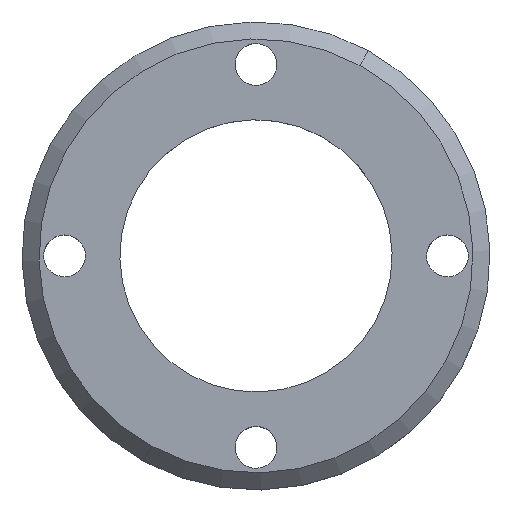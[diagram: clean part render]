
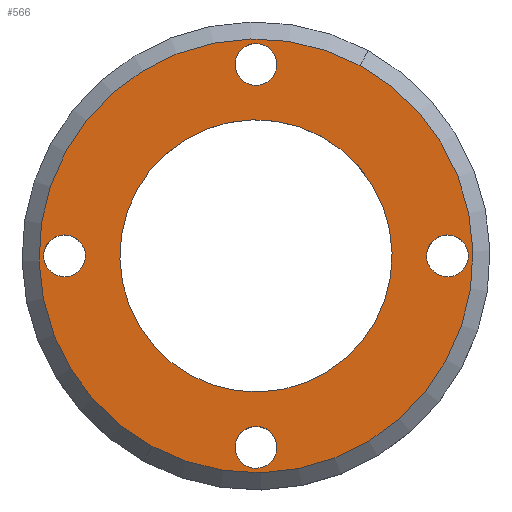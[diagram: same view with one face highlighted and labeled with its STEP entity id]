
A CAD part, top view. The second image highlights one B-rep face of the part: STEP entity #566.
In plain terms, the highlighted planar face has unit normal (0, 0, 1).
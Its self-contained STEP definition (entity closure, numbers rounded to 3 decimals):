
#63=CARTESIAN_POINT('Vertex',(20.342,1.179,3.1)) ;
#77=CARTESIAN_POINT('Vertex',(24.658,-1.179,3.1)) ;
#80=CARTESIAN_POINT('Axis2P3D Location',(22.5,0.,3.1)) ;
#97=CARTESIAN_POINT('Axis2P3D Location',(22.5,0.,3.1)) ;
#261=CARTESIAN_POINT('Vertex',(-12.225,-22.378,3.1)) ;
#264=CARTESIAN_POINT('Axis2P3D Location',(0.,0.,3.1)) ;
#268=CARTESIAN_POINT('Vertex',(12.225,22.378,3.1)) ;
#283=CARTESIAN_POINT('Axis2P3D Location',(0.,0.,3.1)) ;
#300=CARTESIAN_POINT('Axis2P3D Location',(0.,0.,3.1)) ;
#304=CARTESIAN_POINT('Vertex',(7.671,14.041,3.1)) ;
#306=CARTESIAN_POINT('Vertex',(-7.671,-14.041,3.1)) ;
#335=CARTESIAN_POINT('Axis2P3D Location',(0.,0.,3.1)) ;
#495=CARTESIAN_POINT('Axis2P3D Location',(0.,16.,3.1)) ;
#512=CARTESIAN_POINT('Axis2P3D Location',(0.,22.5,3.1)) ;
#516=CARTESIAN_POINT('Vertex',(-1.179,20.342,3.1)) ;
#518=CARTESIAN_POINT('Vertex',(1.179,24.658,3.1)) ;
#521=CARTESIAN_POINT('Axis2P3D Location',(0.,22.5,3.1)) ;
#530=CARTESIAN_POINT('Axis2P3D Location',(-22.5,0.,3.1)) ;
#534=CARTESIAN_POINT('Vertex',(-20.342,-1.179,3.1)) ;
#536=CARTESIAN_POINT('Vertex',(-24.658,1.179,3.1)) ;
#539=CARTESIAN_POINT('Axis2P3D Location',(-22.5,0.,3.1)) ;
#548=CARTESIAN_POINT('Axis2P3D Location',(0.,-22.5,3.1)) ;
#552=CARTESIAN_POINT('Vertex',(1.179,-20.342,3.1)) ;
#554=CARTESIAN_POINT('Vertex',(-1.179,-24.658,3.1)) ;
#557=CARTESIAN_POINT('Axis2P3D Location',(0.,-22.5,3.1)) ;
#81=DIRECTION('Axis2P3D Direction',(0.,0.,-1.)) ;
#98=DIRECTION('Axis2P3D Direction',(0.,0.,-1.)) ;
#265=DIRECTION('Axis2P3D Direction',(0.,0.,-1.)) ;
#284=DIRECTION('Axis2P3D Direction',(0.,0.,-1.)) ;
#301=DIRECTION('Axis2P3D Direction',(0.,0.,-1.)) ;
#336=DIRECTION('Axis2P3D Direction',(0.,0.,-1.)) ;
#496=DIRECTION('Axis2P3D Direction',(0.,0.,-1.)) ;
#497=DIRECTION('Axis2P3D XDirection',(1.,0.,0.)) ;
#513=DIRECTION('Axis2P3D Direction',(0.,0.,-1.)) ;
#522=DIRECTION('Axis2P3D Direction',(0.,0.,-1.)) ;
#531=DIRECTION('Axis2P3D Direction',(0.,0.,-1.)) ;
#540=DIRECTION('Axis2P3D Direction',(0.,0.,-1.)) ;
#549=DIRECTION('Axis2P3D Direction',(0.,0.,-1.)) ;
#558=DIRECTION('Axis2P3D Direction',(0.,0.,-1.)) ;
#82=AXIS2_PLACEMENT_3D('Circle Axis2P3D',#80,#81,$) ;
#99=AXIS2_PLACEMENT_3D('Circle Axis2P3D',#97,#98,$) ;
#266=AXIS2_PLACEMENT_3D('Circle Axis2P3D',#264,#265,$) ;
#285=AXIS2_PLACEMENT_3D('Circle Axis2P3D',#283,#284,$) ;
#302=AXIS2_PLACEMENT_3D('Circle Axis2P3D',#300,#301,$) ;
#337=AXIS2_PLACEMENT_3D('Circle Axis2P3D',#335,#336,$) ;
#498=AXIS2_PLACEMENT_3D('Plane Axis2P3D',#495,#496,#497) ;
#514=AXIS2_PLACEMENT_3D('Circle Axis2P3D',#512,#513,$) ;
#523=AXIS2_PLACEMENT_3D('Circle Axis2P3D',#521,#522,$) ;
#532=AXIS2_PLACEMENT_3D('Circle Axis2P3D',#530,#531,$) ;
#541=AXIS2_PLACEMENT_3D('Circle Axis2P3D',#539,#540,$) ;
#550=AXIS2_PLACEMENT_3D('Circle Axis2P3D',#548,#549,$) ;
#559=AXIS2_PLACEMENT_3D('Circle Axis2P3D',#557,#558,$) ;
#501=ORIENTED_EDGE('',*,*,#287,.F.) ;
#502=ORIENTED_EDGE('',*,*,#270,.F.) ;
#505=ORIENTED_EDGE('',*,*,#84,.T.) ;
#506=ORIENTED_EDGE('',*,*,#101,.T.) ;
#509=ORIENTED_EDGE('',*,*,#339,.T.) ;
#510=ORIENTED_EDGE('',*,*,#308,.T.) ;
#527=ORIENTED_EDGE('',*,*,#520,.T.) ;
#528=ORIENTED_EDGE('',*,*,#525,.T.) ;
#545=ORIENTED_EDGE('',*,*,#538,.T.) ;
#546=ORIENTED_EDGE('',*,*,#543,.T.) ;
#563=ORIENTED_EDGE('',*,*,#556,.T.) ;
#564=ORIENTED_EDGE('',*,*,#561,.T.) ;
#507=FACE_BOUND('',#504,.T.) ;
#511=FACE_BOUND('',#508,.T.) ;
#529=FACE_BOUND('',#526,.T.) ;
#547=FACE_BOUND('',#544,.T.) ;
#565=FACE_BOUND('',#562,.T.) ;
#566=ADVANCED_FACE('PartBody',(#503,#507,#511,#529,#547,#565),#499,.F.) ;
#83=CIRCLE('generated circle',#82,2.459) ;
#100=CIRCLE('generated circle',#99,2.459) ;
#267=CIRCLE('generated circle',#266,25.5) ;
#286=CIRCLE('generated circle',#285,25.5) ;
#303=CIRCLE('generated circle',#302,16.) ;
#338=CIRCLE('generated circle',#337,16.) ;
#515=CIRCLE('generated circle',#514,2.459) ;
#524=CIRCLE('generated circle',#523,2.459) ;
#533=CIRCLE('generated circle',#532,2.459) ;
#542=CIRCLE('generated circle',#541,2.459) ;
#551=CIRCLE('generated circle',#550,2.459) ;
#560=CIRCLE('generated circle',#559,2.459) ;
#84=EDGE_CURVE('',#64,#78,#83,.T.) ;
#101=EDGE_CURVE('',#78,#64,#100,.T.) ;
#270=EDGE_CURVE('',#262,#269,#267,.T.) ;
#287=EDGE_CURVE('',#269,#262,#286,.T.) ;
#308=EDGE_CURVE('',#305,#307,#303,.T.) ;
#339=EDGE_CURVE('',#307,#305,#338,.T.) ;
#520=EDGE_CURVE('',#517,#519,#515,.T.) ;
#525=EDGE_CURVE('',#519,#517,#524,.T.) ;
#538=EDGE_CURVE('',#535,#537,#533,.T.) ;
#543=EDGE_CURVE('',#537,#535,#542,.T.) ;
#556=EDGE_CURVE('',#553,#555,#551,.T.) ;
#561=EDGE_CURVE('',#555,#553,#560,.T.) ;
#500=EDGE_LOOP('',(#501,#502)) ;
#504=EDGE_LOOP('',(#505,#506)) ;
#508=EDGE_LOOP('',(#509,#510)) ;
#526=EDGE_LOOP('',(#527,#528)) ;
#544=EDGE_LOOP('',(#545,#546)) ;
#562=EDGE_LOOP('',(#563,#564)) ;
#503=FACE_OUTER_BOUND('',#500,.T.) ;
#499=PLANE('',#498) ;
#64=VERTEX_POINT('',#63) ;
#78=VERTEX_POINT('',#77) ;
#262=VERTEX_POINT('',#261) ;
#269=VERTEX_POINT('',#268) ;
#305=VERTEX_POINT('',#304) ;
#307=VERTEX_POINT('',#306) ;
#517=VERTEX_POINT('',#516) ;
#519=VERTEX_POINT('',#518) ;
#535=VERTEX_POINT('',#534) ;
#537=VERTEX_POINT('',#536) ;
#553=VERTEX_POINT('',#552) ;
#555=VERTEX_POINT('',#554) ;
